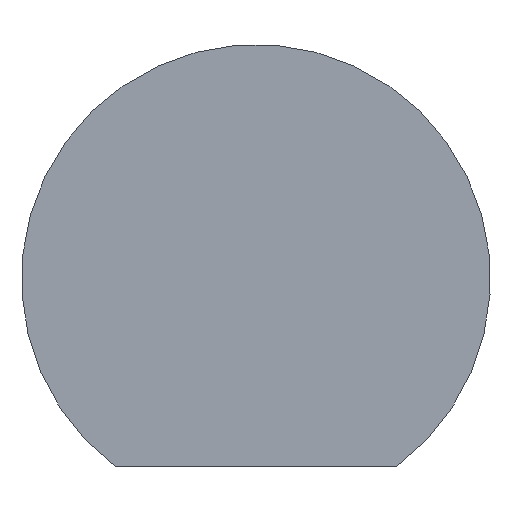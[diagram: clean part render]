
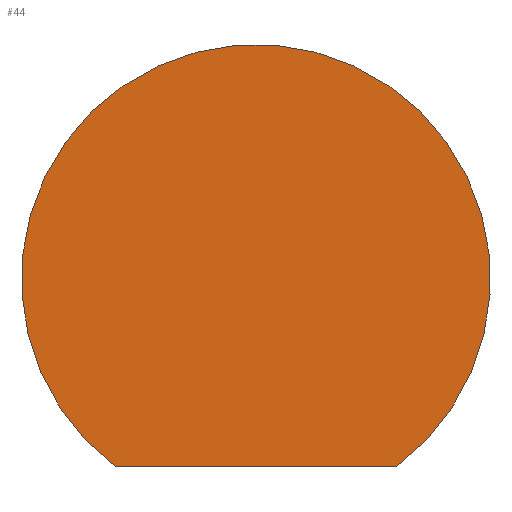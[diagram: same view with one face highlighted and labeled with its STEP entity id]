
A CAD part, front view. The second image highlights one B-rep face of the part: STEP entity #44.
In plain terms, the highlighted planar face has unit normal (0, -1, 0).
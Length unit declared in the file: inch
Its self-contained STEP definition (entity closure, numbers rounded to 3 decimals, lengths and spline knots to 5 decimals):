
#11 = EDGE_LOOP ( 'NONE', ( #155, #45 ) ) ;
#14 = VECTOR ( 'NONE', #43, 39.37008 ) ;
#16 = DIRECTION ( 'NONE',  ( 0., 1., 0. ) ) ;
#17 = DIRECTION ( 'NONE',  ( 0., 0., 1. ) ) ;
#18 = VERTEX_POINT ( 'NONE', #169 ) ;
#28 = VERTEX_POINT ( 'NONE', #71 ) ;
#29 = FACE_OUTER_BOUND ( 'NONE', #11, .T. ) ;
#34 = CARTESIAN_POINT ( 'NONE',  ( -0.075, 0., -0.1 ) ) ;
#37 = CARTESIAN_POINT ( 'NONE',  ( 0., 0., 0. ) ) ;
#43 = DIRECTION ( 'NONE',  ( -1., 0., 0. ) ) ;
#44 = ADVANCED_FACE ( 'NONE', ( #29 ), #105, .F. ) ;
#45 = ORIENTED_EDGE ( 'NONE', *, *, #86, .F. ) ;
#51 = DIRECTION ( 'NONE',  ( 0., 0., 1. ) ) ;
#53 = LINE ( 'NONE', #34, #14 ) ;
#64 = CIRCLE ( 'NONE', #140, 0.125 ) ;
#66 = DIRECTION ( 'NONE',  ( 0., 1., 0. ) ) ;
#71 = CARTESIAN_POINT ( 'NONE',  ( 0.075, 0., -0.1 ) ) ;
#86 = EDGE_CURVE ( 'NONE', #28, #18, #53, .T. ) ;
#105 = PLANE ( 'NONE',  #133 ) ;
#115 = EDGE_CURVE ( 'NONE', #18, #28, #64, .T. ) ;
#119 = CARTESIAN_POINT ( 'NONE',  ( 0., 0., 0. ) ) ;
#133 = AXIS2_PLACEMENT_3D ( 'NONE', #119, #16, #51 ) ;
#140 = AXIS2_PLACEMENT_3D ( 'NONE', #37, #66, #17 ) ;
#155 = ORIENTED_EDGE ( 'NONE', *, *, #115, .F. ) ;
#169 = CARTESIAN_POINT ( 'NONE',  ( -0.075, 0., -0.1 ) ) ;
